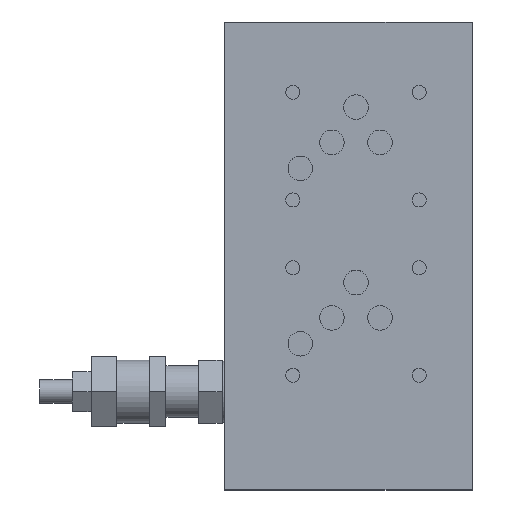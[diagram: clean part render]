
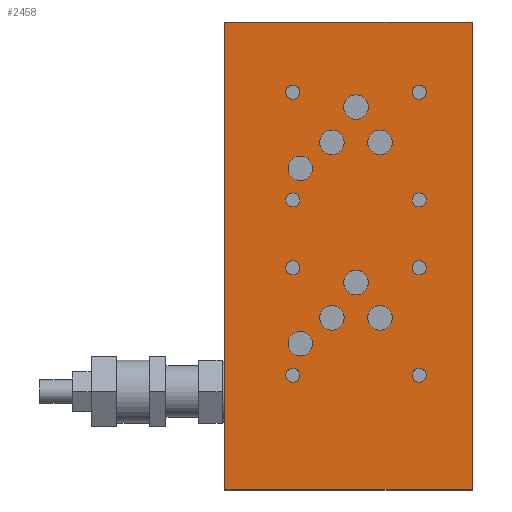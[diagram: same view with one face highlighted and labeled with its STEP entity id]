
A CAD part, top view. The second image highlights one B-rep face of the part: STEP entity #2458.
In plain terms, the highlighted planar face has unit normal (0, 0, 1).
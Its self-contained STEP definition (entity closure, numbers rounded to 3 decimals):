
#171=LINE('',#4007,#324);
#174=LINE('',#4015,#327);
#177=LINE('',#4025,#330);
#179=LINE('',#4030,#332);
#324=VECTOR('',#3136,1000.);
#327=VECTOR('',#3143,1000.);
#330=VECTOR('',#3152,1000.);
#332=VECTOR('',#3158,1000.);
#595=ORIENTED_EDGE('',*,*,#1186,.T.);
#596=ORIENTED_EDGE('',*,*,#1190,.T.);
#597=ORIENTED_EDGE('',*,*,#1195,.T.);
#598=ORIENTED_EDGE('',*,*,#1198,.T.);
#599=ORIENTED_EDGE('',*,*,#1212,.T.);
#600=ORIENTED_EDGE('',*,*,#1213,.T.);
#601=ORIENTED_EDGE('',*,*,#1214,.T.);
#602=ORIENTED_EDGE('',*,*,#1215,.T.);
#603=ORIENTED_EDGE('',*,*,#1216,.T.);
#604=ORIENTED_EDGE('',*,*,#1217,.T.);
#605=ORIENTED_EDGE('',*,*,#1218,.T.);
#606=ORIENTED_EDGE('',*,*,#1219,.T.);
#607=ORIENTED_EDGE('',*,*,#1220,.T.);
#608=ORIENTED_EDGE('',*,*,#1221,.T.);
#609=ORIENTED_EDGE('',*,*,#1222,.T.);
#610=ORIENTED_EDGE('',*,*,#1223,.T.);
#611=ORIENTED_EDGE('',*,*,#1224,.T.);
#612=ORIENTED_EDGE('',*,*,#1225,.T.);
#613=ORIENTED_EDGE('',*,*,#1226,.T.);
#614=ORIENTED_EDGE('',*,*,#1227,.T.);
#1186=EDGE_CURVE('',#1493,#1496,#171,.T.);
#1190=EDGE_CURVE('',#1496,#1499,#174,.T.);
#1195=EDGE_CURVE('',#1499,#1503,#177,.T.);
#1198=EDGE_CURVE('',#1503,#1493,#179,.T.);
#1212=EDGE_CURVE('',#1518,#1518,#1684,.T.);
#1213=EDGE_CURVE('',#1519,#1519,#1685,.T.);
#1214=EDGE_CURVE('',#1520,#1520,#1686,.T.);
#1215=EDGE_CURVE('',#1521,#1521,#1687,.T.);
#1216=EDGE_CURVE('',#1522,#1522,#1688,.T.);
#1217=EDGE_CURVE('',#1523,#1523,#1689,.T.);
#1218=EDGE_CURVE('',#1524,#1524,#1690,.T.);
#1219=EDGE_CURVE('',#1525,#1525,#1691,.T.);
#1220=EDGE_CURVE('',#1526,#1526,#1692,.T.);
#1221=EDGE_CURVE('',#1527,#1527,#1693,.T.);
#1222=EDGE_CURVE('',#1528,#1528,#1694,.T.);
#1223=EDGE_CURVE('',#1529,#1529,#1695,.T.);
#1224=EDGE_CURVE('',#1530,#1530,#1696,.T.);
#1225=EDGE_CURVE('',#1531,#1531,#1697,.T.);
#1226=EDGE_CURVE('',#1532,#1532,#1698,.T.);
#1227=EDGE_CURVE('',#1533,#1533,#1699,.T.);
#1493=VERTEX_POINT('',#4001);
#1496=VERTEX_POINT('',#4006);
#1499=VERTEX_POINT('',#4014);
#1503=VERTEX_POINT('',#4024);
#1518=VERTEX_POINT('',#4060);
#1519=VERTEX_POINT('',#4062);
#1520=VERTEX_POINT('',#4064);
#1521=VERTEX_POINT('',#4066);
#1522=VERTEX_POINT('',#4068);
#1523=VERTEX_POINT('',#4070);
#1524=VERTEX_POINT('',#4072);
#1525=VERTEX_POINT('',#4074);
#1526=VERTEX_POINT('',#4076);
#1527=VERTEX_POINT('',#4078);
#1528=VERTEX_POINT('',#4080);
#1529=VERTEX_POINT('',#4082);
#1530=VERTEX_POINT('',#4084);
#1531=VERTEX_POINT('',#4086);
#1532=VERTEX_POINT('',#4088);
#1533=VERTEX_POINT('',#4090);
#1684=CIRCLE('',#2708,3.);
#1685=CIRCLE('',#2709,3.);
#1686=CIRCLE('',#2710,5.25);
#1687=CIRCLE('',#2711,3.);
#1688=CIRCLE('',#2712,3.);
#1689=CIRCLE('',#2713,5.25);
#1690=CIRCLE('',#2714,5.25);
#1691=CIRCLE('',#2715,5.25);
#1692=CIRCLE('',#2716,5.25);
#1693=CIRCLE('',#2717,5.25);
#1694=CIRCLE('',#2718,5.25);
#1695=CIRCLE('',#2719,3.);
#1696=CIRCLE('',#2720,3.);
#1697=CIRCLE('',#2721,5.25);
#1698=CIRCLE('',#2722,3.);
#1699=CIRCLE('',#2723,3.);
#1823=EDGE_LOOP('',(#595,#596,#597,#598));
#1824=EDGE_LOOP('',(#599));
#1825=EDGE_LOOP('',(#600));
#1826=EDGE_LOOP('',(#601));
#1827=EDGE_LOOP('',(#602));
#1828=EDGE_LOOP('',(#603));
#1829=EDGE_LOOP('',(#604));
#1830=EDGE_LOOP('',(#605));
#1831=EDGE_LOOP('',(#606));
#1832=EDGE_LOOP('',(#607));
#1833=EDGE_LOOP('',(#608));
#1834=EDGE_LOOP('',(#609));
#1835=EDGE_LOOP('',(#610));
#1836=EDGE_LOOP('',(#611));
#1837=EDGE_LOOP('',(#612));
#1838=EDGE_LOOP('',(#613));
#1839=EDGE_LOOP('',(#614));
#2097=FACE_BOUND('',#1823,.T.);
#2098=FACE_BOUND('',#1824,.T.);
#2099=FACE_BOUND('',#1825,.T.);
#2100=FACE_BOUND('',#1826,.T.);
#2101=FACE_BOUND('',#1827,.T.);
#2102=FACE_BOUND('',#1828,.T.);
#2103=FACE_BOUND('',#1829,.T.);
#2104=FACE_BOUND('',#1830,.T.);
#2105=FACE_BOUND('',#1831,.T.);
#2106=FACE_BOUND('',#1832,.T.);
#2107=FACE_BOUND('',#1833,.T.);
#2108=FACE_BOUND('',#1834,.T.);
#2109=FACE_BOUND('',#1835,.T.);
#2110=FACE_BOUND('',#1836,.T.);
#2111=FACE_BOUND('',#1837,.T.);
#2112=FACE_BOUND('',#1838,.T.);
#2113=FACE_BOUND('',#1839,.T.);
#2354=PLANE('',#2707);
#2458=ADVANCED_FACE('',(#2097,#2098,#2099,#2100,#2101,#2102,#2103,#2104,
#2105,#2106,#2107,#2108,#2109,#2110,#2111,#2112,#2113),#2354,.T.);
#2707=AXIS2_PLACEMENT_3D('',#4058,#3187,#3188);
#2708=AXIS2_PLACEMENT_3D('',#4059,#3189,#3190);
#2709=AXIS2_PLACEMENT_3D('',#4061,#3191,#3192);
#2710=AXIS2_PLACEMENT_3D('',#4063,#3193,#3194);
#2711=AXIS2_PLACEMENT_3D('',#4065,#3195,#3196);
#2712=AXIS2_PLACEMENT_3D('',#4067,#3197,#3198);
#2713=AXIS2_PLACEMENT_3D('',#4069,#3199,#3200);
#2714=AXIS2_PLACEMENT_3D('',#4071,#3201,#3202);
#2715=AXIS2_PLACEMENT_3D('',#4073,#3203,#3204);
#2716=AXIS2_PLACEMENT_3D('',#4075,#3205,#3206);
#2717=AXIS2_PLACEMENT_3D('',#4077,#3207,#3208);
#2718=AXIS2_PLACEMENT_3D('',#4079,#3209,#3210);
#2719=AXIS2_PLACEMENT_3D('',#4081,#3211,#3212);
#2720=AXIS2_PLACEMENT_3D('',#4083,#3213,#3214);
#2721=AXIS2_PLACEMENT_3D('',#4085,#3215,#3216);
#2722=AXIS2_PLACEMENT_3D('',#4087,#3217,#3218);
#2723=AXIS2_PLACEMENT_3D('',#4089,#3219,#3220);
#3136=DIRECTION('',(0.,1.,0.));
#3143=DIRECTION('',(-1.,0.,0.));
#3152=DIRECTION('',(0.,-1.,0.));
#3158=DIRECTION('',(1.,0.,0.));
#3187=DIRECTION('',(0.,0.,1.));
#3188=DIRECTION('',(1.,0.,0.));
#3189=DIRECTION('',(0.,0.,-1.));
#3190=DIRECTION('',(1.,0.,0.));
#3191=DIRECTION('',(0.,0.,-1.));
#3192=DIRECTION('',(1.,0.,0.));
#3193=DIRECTION('',(0.,0.,-1.));
#3194=DIRECTION('',(1.,0.,0.));
#3195=DIRECTION('',(0.,0.,-1.));
#3196=DIRECTION('',(1.,0.,0.));
#3197=DIRECTION('',(0.,0.,-1.));
#3198=DIRECTION('',(1.,0.,0.));
#3199=DIRECTION('',(0.,0.,-1.));
#3200=DIRECTION('',(1.,0.,0.));
#3201=DIRECTION('',(0.,0.,-1.));
#3202=DIRECTION('',(1.,0.,0.));
#3203=DIRECTION('',(0.,0.,-1.));
#3204=DIRECTION('',(1.,0.,0.));
#3205=DIRECTION('',(0.,0.,-1.));
#3206=DIRECTION('',(1.,0.,0.));
#3207=DIRECTION('',(0.,0.,-1.));
#3208=DIRECTION('',(1.,0.,0.));
#3209=DIRECTION('',(0.,0.,-1.));
#3210=DIRECTION('',(1.,0.,0.));
#3211=DIRECTION('',(0.,0.,-1.));
#3212=DIRECTION('',(1.,0.,0.));
#3213=DIRECTION('',(0.,0.,-1.));
#3214=DIRECTION('',(1.,0.,0.));
#3215=DIRECTION('',(0.,0.,-1.));
#3216=DIRECTION('',(1.,0.,0.));
#3217=DIRECTION('',(0.,0.,-1.));
#3218=DIRECTION('',(1.,0.,0.));
#3219=DIRECTION('',(0.,0.,-1.));
#3220=DIRECTION('',(1.,0.,0.));
#4001=CARTESIAN_POINT('',(438.,0.,120.));
#4006=CARTESIAN_POINT('',(438.,200.,120.));
#4007=CARTESIAN_POINT('',(438.,100.,120.));
#4014=CARTESIAN_POINT('',(332.,200.,120.));
#4015=CARTESIAN_POINT('',(385.,200.,120.));
#4024=CARTESIAN_POINT('',(332.,0.,120.));
#4025=CARTESIAN_POINT('',(332.,100.,120.));
#4030=CARTESIAN_POINT('',(385.,0.,120.));
#4058=CARTESIAN_POINT('',(385.,100.,120.));
#4059=CARTESIAN_POINT('',(361.25,123.9,120.));
#4060=CARTESIAN_POINT('',(364.25,123.9,120.));
#4061=CARTESIAN_POINT('',(415.25,169.9,120.));
#4062=CARTESIAN_POINT('',(418.25,169.9,120.));
#4063=CARTESIAN_POINT('',(398.55,148.5,120.));
#4064=CARTESIAN_POINT('',(403.8,148.5,120.));
#4065=CARTESIAN_POINT('',(361.25,94.9,120.));
#4066=CARTESIAN_POINT('',(364.25,94.9,120.));
#4067=CARTESIAN_POINT('',(415.25,48.9,120.));
#4068=CARTESIAN_POINT('',(418.25,48.9,120.));
#4069=CARTESIAN_POINT('',(398.55,73.5,120.));
#4070=CARTESIAN_POINT('',(403.8,73.5,120.));
#4071=CARTESIAN_POINT('',(364.45,62.4,120.));
#4072=CARTESIAN_POINT('',(369.7,62.4,120.));
#4073=CARTESIAN_POINT('',(364.45,137.4,120.));
#4074=CARTESIAN_POINT('',(369.7,137.4,120.));
#4075=CARTESIAN_POINT('',(388.25,163.6,120.));
#4076=CARTESIAN_POINT('',(393.5,163.6,120.));
#4077=CARTESIAN_POINT('',(377.95,73.5,120.));
#4078=CARTESIAN_POINT('',(383.2,73.5,120.));
#4079=CARTESIAN_POINT('',(388.25,88.6,120.));
#4080=CARTESIAN_POINT('',(393.5,88.6,120.));
#4081=CARTESIAN_POINT('',(415.25,94.9,120.));
#4082=CARTESIAN_POINT('',(418.25,94.9,120.));
#4083=CARTESIAN_POINT('',(361.25,48.9,120.));
#4084=CARTESIAN_POINT('',(364.25,48.9,120.));
#4085=CARTESIAN_POINT('',(377.95,148.5,120.));
#4086=CARTESIAN_POINT('',(383.2,148.5,120.));
#4087=CARTESIAN_POINT('',(415.25,123.9,120.));
#4088=CARTESIAN_POINT('',(418.25,123.9,120.));
#4089=CARTESIAN_POINT('',(361.25,169.9,120.));
#4090=CARTESIAN_POINT('',(364.25,169.9,120.));
